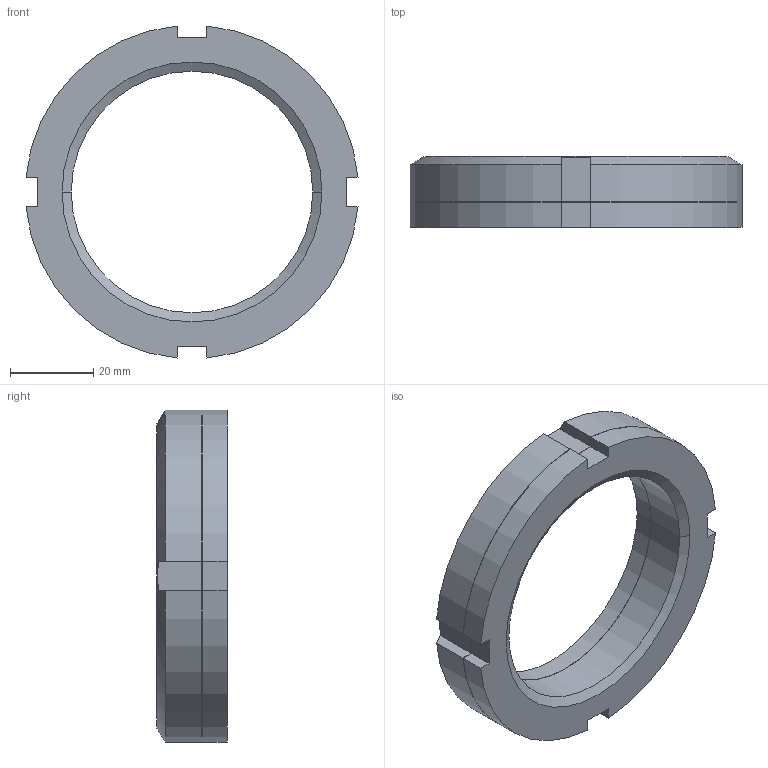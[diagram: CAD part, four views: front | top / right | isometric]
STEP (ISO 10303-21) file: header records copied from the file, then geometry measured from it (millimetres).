
FILE_DESCRIPTION((''),'2;1');
FILE_NAME('1RTHN0603____0','2019-10-29T15:32:32',('kim.bk'),(''),'CREO PARAMETRIC BY PTC INC, 2019010','CREO PARAMETRIC BY PTC INC, 2019010','');
FILE_SCHEMA(('CONFIG_CONTROL_DESIGN'));
Length unit declared in the file: millimetre
Products named in the file (1): 1RTHN0603____0
Bounding box: 79.69 x 17 x 79.69 mm (x, y, z)
Volume: 37592.4 mm3; surface area: 17930.3 mm2
Topology: 2 solids, 2 shells, 420 faces, 1184 edges, 788 vertices
Faces by surface type: plane 398, cylinder 12, cone 10
Entity records: 13382 total; most frequent: CARTESIAN_POINT 2444, ORIENTED_EDGE 2368, DIRECTION 2048, EDGE_CURVE 1184, VECTOR 1132, LINE 1132, VERTEX_POINT 788, AXIS2_PLACEMENT_3D 458
